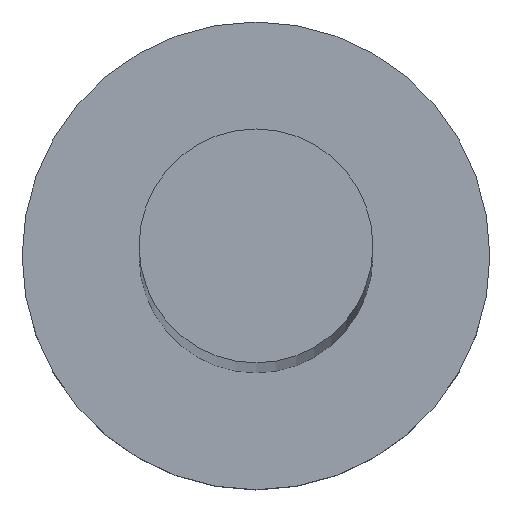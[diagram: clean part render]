
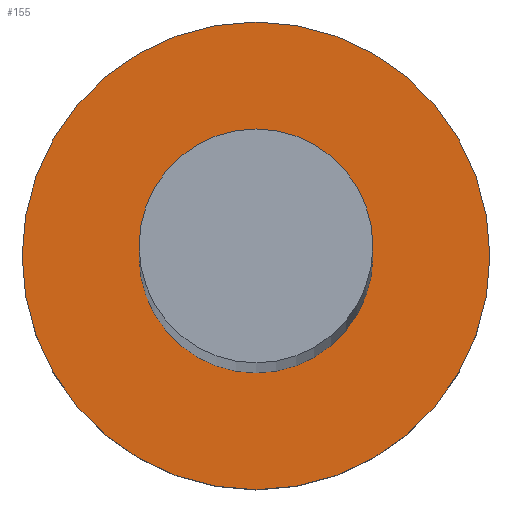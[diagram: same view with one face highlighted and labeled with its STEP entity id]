
A CAD part, top view. The second image highlights one B-rep face of the part: STEP entity #155.
In plain terms, the highlighted planar face has unit normal (0, 0, 1).
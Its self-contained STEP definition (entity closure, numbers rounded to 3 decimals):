
#4 = DIRECTION ( 'NONE',  ( 0., 0., 1. ) ) ;
#10 = VERTEX_POINT ( 'NONE', #145 ) ;
#22 = AXIS2_PLACEMENT_3D ( 'NONE', #57, #4, #77 ) ;
#24 = CARTESIAN_POINT ( 'NONE',  ( 5., 0., 3. ) ) ;
#29 = DIRECTION ( 'NONE',  ( 1., 0., 0. ) ) ;
#30 = AXIS2_PLACEMENT_3D ( 'NONE', #144, #243, #29 ) ;
#40 = CIRCLE ( 'NONE', #98, 2.5 ) ;
#56 = DIRECTION ( 'NONE',  ( 0., 0., 1. ) ) ;
#57 = CARTESIAN_POINT ( 'NONE',  ( 0., 0., 3. ) ) ;
#59 = DIRECTION ( 'NONE',  ( 0., 0., 1. ) ) ;
#62 = ORIENTED_EDGE ( 'NONE', *, *, #81, .F. ) ;
#77 = DIRECTION ( 'NONE',  ( 1., 0., 0. ) ) ;
#81 = EDGE_CURVE ( 'NONE', #207, #10, #160, .T. ) ;
#83 = ORIENTED_EDGE ( 'NONE', *, *, #142, .F. ) ;
#85 = VERTEX_POINT ( 'NONE', #172 ) ;
#91 = CARTESIAN_POINT ( 'NONE',  ( 0., 0., 3. ) ) ;
#94 = CARTESIAN_POINT ( 'NONE',  ( 0., 0., 3. ) ) ;
#96 = DIRECTION ( 'NONE',  ( 0., 0., 1. ) ) ;
#98 = AXIS2_PLACEMENT_3D ( 'NONE', #94, #59, #177 ) ;
#101 = AXIS2_PLACEMENT_3D ( 'NONE', #141, #96, #245 ) ;
#128 = EDGE_LOOP ( 'NONE', ( #62, #83 ) ) ;
#131 = VERTEX_POINT ( 'NONE', #24 ) ;
#133 = DIRECTION ( 'NONE',  ( 1., 0., 0. ) ) ;
#136 = AXIS2_PLACEMENT_3D ( 'NONE', #91, #56, #133 ) ;
#140 = PLANE ( 'NONE',  #30 ) ;
#141 = CARTESIAN_POINT ( 'NONE',  ( 0., 0., 3. ) ) ;
#142 = EDGE_CURVE ( 'NONE', #10, #207, #40, .T. ) ;
#144 = CARTESIAN_POINT ( 'NONE',  ( 0., 0., 3. ) ) ;
#145 = CARTESIAN_POINT ( 'NONE',  ( 2.5, 0., 3. ) ) ;
#155 = ADVANCED_FACE ( 'NONE', ( #158, #254 ), #140, .T. ) ;
#158 = FACE_BOUND ( 'NONE', #128, .T. ) ;
#160 = CIRCLE ( 'NONE', #136, 2.5 ) ;
#166 = EDGE_LOOP ( 'NONE', ( #224, #185 ) ) ;
#172 = CARTESIAN_POINT ( 'NONE',  ( -5., 0., 3. ) ) ;
#175 = EDGE_CURVE ( 'NONE', #131, #85, #233, .T. ) ;
#177 = DIRECTION ( 'NONE',  ( 1., 0., 0. ) ) ;
#185 = ORIENTED_EDGE ( 'NONE', *, *, #175, .T. ) ;
#205 = EDGE_CURVE ( 'NONE', #85, #131, #209, .T. ) ;
#207 = VERTEX_POINT ( 'NONE', #241 ) ;
#209 = CIRCLE ( 'NONE', #22, 5. ) ;
#224 = ORIENTED_EDGE ( 'NONE', *, *, #205, .T. ) ;
#233 = CIRCLE ( 'NONE', #101, 5. ) ;
#241 = CARTESIAN_POINT ( 'NONE',  ( -2.5, 0., 3. ) ) ;
#243 = DIRECTION ( 'NONE',  ( 0., 0., 1. ) ) ;
#245 = DIRECTION ( 'NONE',  ( 1., 0., 0. ) ) ;
#254 = FACE_OUTER_BOUND ( 'NONE', #166, .T. ) ;
